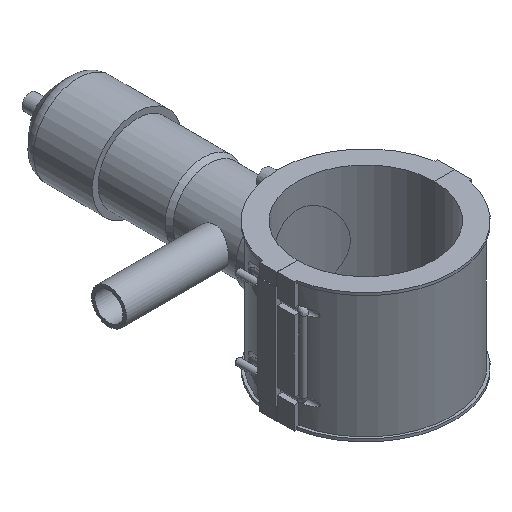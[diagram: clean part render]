
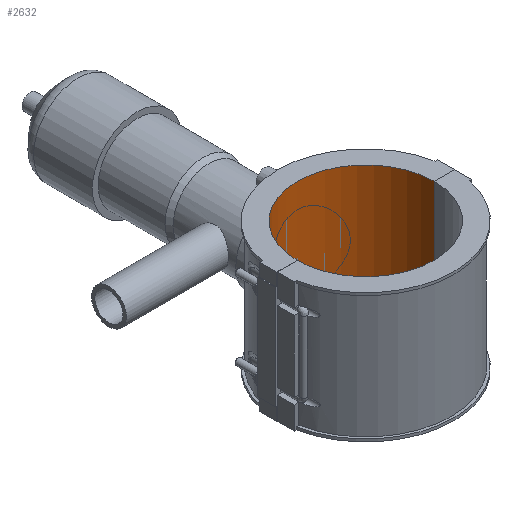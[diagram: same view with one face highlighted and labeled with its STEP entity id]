
A CAD part, isometric view. The second image highlights one B-rep face of the part: STEP entity #2632.
In plain terms, the highlighted cylindrical face has radius 62.5 mm (diameter 125 mm), a partial arc.
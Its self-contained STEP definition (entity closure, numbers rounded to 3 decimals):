
#349=FACE_OUTER_BOUND('',#542,.T.);
#542=EDGE_LOOP('',(#2323,#2324,#2325,#2326));
#757=LINE('',#4835,#982);
#785=LINE('',#5135,#1010);
#982=VECTOR('',#3336,118.);
#1010=VECTOR('',#3454,118.);
#1112=CIRCLE('',#2851,62.5);
#1113=CIRCLE('',#2853,62.5);
#1313=VERTEX_POINT('',#4832);
#1314=VERTEX_POINT('',#4834);
#1348=VERTEX_POINT('',#5132);
#1349=VERTEX_POINT('',#5134);
#1632=EDGE_CURVE('',#1314,#1313,#757,.T.);
#1687=EDGE_CURVE('',#1349,#1348,#785,.T.);
#1690=EDGE_CURVE('',#1314,#1348,#1112,.T.);
#1691=EDGE_CURVE('',#1349,#1313,#1113,.T.);
#2323=ORIENTED_EDGE('',*,*,#1687,.T.);
#2324=ORIENTED_EDGE('',*,*,#1690,.F.);
#2325=ORIENTED_EDGE('',*,*,#1632,.T.);
#2326=ORIENTED_EDGE('',*,*,#1691,.F.);
#2501=CYLINDRICAL_SURFACE('',#2854,62.5);
#2632=ADVANCED_FACE('',(#349),#2501,.F.);
#2851=AXIS2_PLACEMENT_3D('',#5140,#3459,#3460);
#2853=AXIS2_PLACEMENT_3D('',#5142,#3463,#3464);
#2854=AXIS2_PLACEMENT_3D('',#5144,#3466,#3467);
#3336=DIRECTION('',(0.,0.,-1.));
#3454=DIRECTION('',(0.,0.,1.));
#3459=DIRECTION('center_axis',(0.,0.,-1.));
#3460=DIRECTION('ref_axis',(-1.,0.,0.));
#3463=DIRECTION('center_axis',(0.,0.,1.));
#3464=DIRECTION('ref_axis',(-1.,0.,0.));
#3466=DIRECTION('center_axis',(0.,0.,1.));
#3467=DIRECTION('ref_axis',(-1.,0.,0.));
#4832=CARTESIAN_POINT('',(-62.5,0.05,-59.));
#4834=CARTESIAN_POINT('',(-62.5,0.05,59.));
#4835=CARTESIAN_POINT('',(-62.5,0.05,0.));
#5132=CARTESIAN_POINT('',(62.5,0.05,59.));
#5134=CARTESIAN_POINT('',(62.5,0.05,-59.));
#5135=CARTESIAN_POINT('',(62.5,0.05,0.));
#5140=CARTESIAN_POINT('Origin',(0.,0.,59.));
#5142=CARTESIAN_POINT('Origin',(0.,0.,-59.));
#5144=CARTESIAN_POINT('Origin',(0.,0.,0.));
